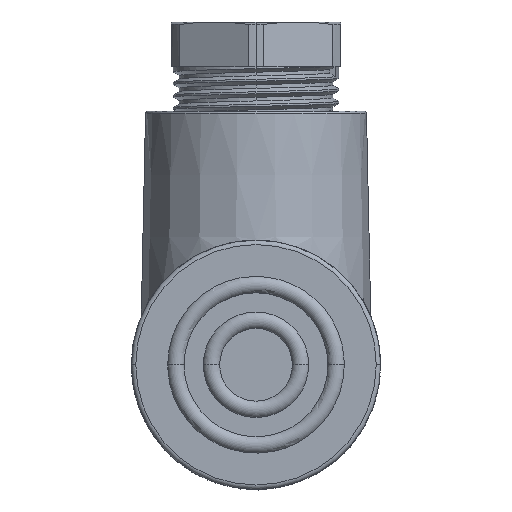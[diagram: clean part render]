
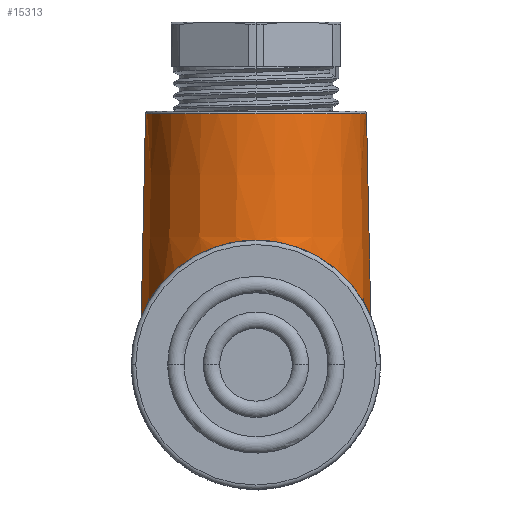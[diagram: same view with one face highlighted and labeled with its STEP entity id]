
A CAD part, top view. The second image highlights one B-rep face of the part: STEP entity #15313.
In plain terms, the highlighted conical face has half-angle 1.206 degrees and reference radius 13 mm.
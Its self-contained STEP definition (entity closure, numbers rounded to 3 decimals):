
#15235=AXIS2_PLACEMENT_3D('Cone Axis2P3D',#15232,#15233,#15234) ;
#15246=AXIS2_PLACEMENT_3D('Circle Axis2P3D',#15244,#15245,$) ;
#14900=CARTESIAN_POINT('Vertex',(3.6,21.8,64.523)) ;
#14904=CARTESIAN_POINT('Control Point',(3.6,21.8,64.523)) ;
#14905=CARTESIAN_POINT('Control Point',(2.844,20.792,63.514)) ;
#14906=CARTESIAN_POINT('Control Point',(2.235,19.726,62.453)) ;
#14907=CARTESIAN_POINT('Control Point',(1.766,18.625,61.352)) ;
#14908=CARTESIAN_POINT('Control Point',(1.364,17.29,60.013)) ;
#14909=CARTESIAN_POINT('Control Point',(1.144,15.946,58.65)) ;
#14910=CARTESIAN_POINT('Control Point',(1.103,15.652,58.353)) ;
#14911=CARTESIAN_POINT('Control Point',(1.066,15.332,58.026)) ;
#14912=CARTESIAN_POINT('Control Point',(1.039,15.017,57.693)) ;
#14913=CARTESIAN_POINT('Control Point',(1.032,14.918,57.589)) ;
#14914=CARTESIAN_POINT('Control Point',(1.025,14.818,57.476)) ;
#14915=CARTESIAN_POINT('Control Point',(1.02,14.725,57.359)) ;
#14916=CARTESIAN_POINT('Vertex',(1.02,14.725,57.359)) ;
#14920=CARTESIAN_POINT('Control Point',(1.02,14.725,57.359)) ;
#14921=CARTESIAN_POINT('Control Point',(1.016,14.641,57.254)) ;
#14922=CARTESIAN_POINT('Control Point',(1.012,14.564,57.13)) ;
#14923=CARTESIAN_POINT('Control Point',(1.012,14.556,57.)) ;
#14924=CARTESIAN_POINT('Vertex',(1.012,14.556,57.)) ;
#15047=CARTESIAN_POINT('Vertex',(26.988,14.547,57.)) ;
#15051=CARTESIAN_POINT('Control Point',(26.988,14.547,57.)) ;
#15052=CARTESIAN_POINT('Control Point',(26.989,14.546,57.125)) ;
#15053=CARTESIAN_POINT('Control Point',(26.986,14.618,57.244)) ;
#15054=CARTESIAN_POINT('Control Point',(26.981,14.707,57.34)) ;
#15055=CARTESIAN_POINT('Control Point',(26.976,14.789,57.436)) ;
#15056=CARTESIAN_POINT('Vertex',(26.976,14.789,57.436)) ;
#15060=CARTESIAN_POINT('Control Point',(26.976,14.789,57.436)) ;
#15061=CARTESIAN_POINT('Control Point',(26.964,14.981,57.663)) ;
#15062=CARTESIAN_POINT('Control Point',(26.948,15.188,57.876)) ;
#15063=CARTESIAN_POINT('Control Point',(26.928,15.394,58.089)) ;
#15064=CARTESIAN_POINT('Control Point',(26.881,15.783,58.486)) ;
#15065=CARTESIAN_POINT('Control Point',(26.819,16.172,58.879)) ;
#15066=CARTESIAN_POINT('Control Point',(26.789,16.341,59.05)) ;
#15067=CARTESIAN_POINT('Control Point',(26.727,16.663,59.376)) ;
#15068=CARTESIAN_POINT('Control Point',(26.654,16.985,59.701)) ;
#15069=CARTESIAN_POINT('Control Point',(26.614,17.153,59.87)) ;
#15070=CARTESIAN_POINT('Control Point',(26.333,18.228,60.953)) ;
#15071=CARTESIAN_POINT('Control Point',(25.932,19.289,62.015)) ;
#15072=CARTESIAN_POINT('Control Point',(25.512,20.155,62.88)) ;
#15073=CARTESIAN_POINT('Control Point',(25.003,20.995,63.718)) ;
#15074=CARTESIAN_POINT('Control Point',(24.4,21.8,64.523)) ;
#15075=CARTESIAN_POINT('Vertex',(24.4,21.8,64.523)) ;
#15214=CARTESIAN_POINT('Vertex',(3.6,23.372,64.467)) ;
#15218=CARTESIAN_POINT('Control Point',(3.6,23.372,64.467)) ;
#15219=CARTESIAN_POINT('Control Point',(3.6,23.058,64.478)) ;
#15220=CARTESIAN_POINT('Control Point',(3.6,22.743,64.489)) ;
#15221=CARTESIAN_POINT('Control Point',(3.6,22.429,64.501)) ;
#15222=CARTESIAN_POINT('Control Point',(3.6,22.114,64.512)) ;
#15223=CARTESIAN_POINT('Control Point',(3.6,21.8,64.523)) ;
#15232=CARTESIAN_POINT('Axis2P3D Location',(14.,14.,57.)) ;
#15237=CARTESIAN_POINT('Line Origine',(10544.484,-499566.483,57.)) ;
#15241=CARTESIAN_POINT('Vertex',(26.406,42.206,57.)) ;
#15244=CARTESIAN_POINT('Axis2P3D Location',(14.,42.206,57.)) ;
#15248=CARTESIAN_POINT('Vertex',(1.594,42.206,57.)) ;
#15251=CARTESIAN_POINT('Line Origine',(-10516.484,-499566.483,57.)) ;
#15257=CARTESIAN_POINT('Control Point',(7.896,26.599,68.177)) ;
#15258=CARTESIAN_POINT('Control Point',(6.634,25.988,67.502)) ;
#15259=CARTESIAN_POINT('Control Point',(5.473,25.216,66.642)) ;
#15260=CARTESIAN_POINT('Control Point',(4.452,24.318,65.619)) ;
#15261=CARTESIAN_POINT('Control Point',(3.6,23.372,64.467)) ;
#15262=CARTESIAN_POINT('Vertex',(7.896,26.599,68.177)) ;
#15266=CARTESIAN_POINT('Control Point',(14.017,28.,69.705)) ;
#15267=CARTESIAN_POINT('Control Point',(12.425,28.002,69.707)) ;
#15268=CARTESIAN_POINT('Control Point',(10.83,27.746,69.449)) ;
#15269=CARTESIAN_POINT('Control Point',(9.3,27.279,68.927)) ;
#15270=CARTESIAN_POINT('Control Point',(7.896,26.599,68.177)) ;
#15271=CARTESIAN_POINT('Vertex',(14.017,28.,69.705)) ;
#15275=CARTESIAN_POINT('Control Point',(20.118,26.593,68.169)) ;
#15276=CARTESIAN_POINT('Control Point',(18.719,27.272,68.919)) ;
#15277=CARTESIAN_POINT('Control Point',(17.195,27.739,69.442)) ;
#15278=CARTESIAN_POINT('Control Point',(15.605,27.998,69.703)) ;
#15279=CARTESIAN_POINT('Control Point',(14.017,28.,69.705)) ;
#15280=CARTESIAN_POINT('Vertex',(20.118,26.593,68.169)) ;
#15284=CARTESIAN_POINT('Control Point',(24.4,23.372,64.467)) ;
#15285=CARTESIAN_POINT('Control Point',(23.551,24.315,65.615)) ;
#15286=CARTESIAN_POINT('Control Point',(22.533,25.21,66.637)) ;
#15287=CARTESIAN_POINT('Control Point',(21.375,25.982,67.495)) ;
#15288=CARTESIAN_POINT('Control Point',(20.118,26.593,68.169)) ;
#15289=CARTESIAN_POINT('Vertex',(24.4,23.372,64.467)) ;
#15293=CARTESIAN_POINT('Control Point',(24.4,21.8,64.523)) ;
#15294=CARTESIAN_POINT('Control Point',(24.4,22.324,64.504)) ;
#15295=CARTESIAN_POINT('Control Point',(24.4,22.848,64.485)) ;
#15296=CARTESIAN_POINT('Control Point',(24.4,23.372,64.467)) ;
#15233=DIRECTION('Axis2P3D Direction',(0.,-1.,0.)) ;
#15234=DIRECTION('Axis2P3D XDirection',(1.,0.,0.)) ;
#15238=DIRECTION('Vector Direction',(0.021,-1.,0.)) ;
#15245=DIRECTION('Axis2P3D Direction',(0.,-1.,0.)) ;
#15252=DIRECTION('Vector Direction',(-0.021,-1.,0.)) ;
#15239=VECTOR('Line Direction',#15238,1.) ;
#15253=VECTOR('Line Direction',#15252,1.) ;
#15299=ORIENTED_EDGE('',*,*,#15243,.T.) ;
#15300=ORIENTED_EDGE('',*,*,#15250,.T.) ;
#15301=ORIENTED_EDGE('',*,*,#15255,.T.) ;
#15302=ORIENTED_EDGE('',*,*,#14926,.F.) ;
#15303=ORIENTED_EDGE('',*,*,#14918,.F.) ;
#15304=ORIENTED_EDGE('',*,*,#15224,.F.) ;
#15305=ORIENTED_EDGE('',*,*,#15264,.F.) ;
#15306=ORIENTED_EDGE('',*,*,#15273,.F.) ;
#15307=ORIENTED_EDGE('',*,*,#15282,.F.) ;
#15308=ORIENTED_EDGE('',*,*,#15291,.F.) ;
#15309=ORIENTED_EDGE('',*,*,#15297,.F.) ;
#15310=ORIENTED_EDGE('',*,*,#15077,.F.) ;
#15311=ORIENTED_EDGE('',*,*,#15058,.F.) ;
#15313=ADVANCED_FACE('Hauptk\X2\00F6\X0\rper',(#15312),#15236,.T.) ;
#14903=B_SPLINE_CURVE_WITH_KNOTS('',5,(#14904,#14905,#14906,#14907,#14908,#14909,#14910,#14911,#14912,#14913,#14914,#14915),.UNSPECIFIED.,.F.,.U.,(6,3,3,6),(0.,11.448,13.631,14.69),.UNSPECIFIED.) ;
#14919=B_SPLINE_CURVE_WITH_KNOTS('',3,(#14920,#14921,#14922,#14923),.UNSPECIFIED.,.F.,.U.,(4,4),(0.,0.566),.UNSPECIFIED.) ;
#15050=B_SPLINE_CURVE_WITH_KNOTS('',4,(#15051,#15052,#15053,#15054,#15055),.UNSPECIFIED.,.F.,.U.,(5,5),(0.063,0.78),.UNSPECIFIED.) ;
#15059=B_SPLINE_CURVE_WITH_KNOTS('',5,(#15060,#15061,#15062,#15063,#15064,#15065,#15066,#15067,#15068,#15069,#15070,#15071,#15072,#15073,#15074),.UNSPECIFIED.,.F.,.U.,(6,3,3,3,6),(0.,2.107,3.954,5.801,14.985),.UNSPECIFIED.) ;
#15217=B_SPLINE_CURVE_WITH_KNOTS('',5,(#15218,#15219,#15220,#15221,#15222,#15223),.UNSPECIFIED.,.F.,.U.,(6,6),(0.,2.225),.UNSPECIFIED.) ;
#15256=B_SPLINE_CURVE_WITH_KNOTS('',4,(#15257,#15258,#15259,#15260,#15261),.UNSPECIFIED.,.F.,.U.,(5,5),(0.,45.454),.UNSPECIFIED.) ;
#15265=B_SPLINE_CURVE_WITH_KNOTS('',4,(#15266,#15267,#15268,#15269,#15270),.UNSPECIFIED.,.F.,.U.,(5,5),(0.,50.553),.UNSPECIFIED.) ;
#15274=B_SPLINE_CURVE_WITH_KNOTS('',4,(#15275,#15276,#15277,#15278,#15279),.UNSPECIFIED.,.F.,.U.,(5,5),(0.,50.41),.UNSPECIFIED.) ;
#15283=B_SPLINE_CURVE_WITH_KNOTS('',4,(#15284,#15285,#15286,#15287,#15288),.UNSPECIFIED.,.F.,.U.,(5,5),(0.,45.321),.UNSPECIFIED.) ;
#15292=B_SPLINE_CURVE_WITH_KNOTS('',3,(#15293,#15294,#15295,#15296),.UNSPECIFIED.,.F.,.U.,(4,4),(0.,2.253),.UNSPECIFIED.) ;
#15247=CIRCLE('generated circle',#15246,12.406) ;
#15236=CONICAL_SURFACE('Cone',#15235,13.,0.021) ;
#14918=EDGE_CURVE('',#14901,#14917,#14903,.T.) ;
#14926=EDGE_CURVE('',#14917,#14925,#14919,.T.) ;
#15058=EDGE_CURVE('',#15048,#15057,#15050,.T.) ;
#15077=EDGE_CURVE('',#15057,#15076,#15059,.T.) ;
#15224=EDGE_CURVE('',#15215,#14901,#15217,.T.) ;
#15243=EDGE_CURVE('',#15048,#15242,#15240,.F.) ;
#15250=EDGE_CURVE('',#15242,#15249,#15247,.T.) ;
#15255=EDGE_CURVE('',#15249,#14925,#15254,.T.) ;
#15264=EDGE_CURVE('',#15263,#15215,#15256,.T.) ;
#15273=EDGE_CURVE('',#15272,#15263,#15265,.T.) ;
#15282=EDGE_CURVE('',#15281,#15272,#15274,.T.) ;
#15291=EDGE_CURVE('',#15290,#15281,#15283,.T.) ;
#15297=EDGE_CURVE('',#15076,#15290,#15292,.T.) ;
#15298=EDGE_LOOP('',(#15299,#15300,#15301,#15302,#15303,#15304,#15305,#15306,#15307,#15308,#15309,#15310,#15311)) ;
#15312=FACE_OUTER_BOUND('',#15298,.T.) ;
#15240=LINE('Line',#15237,#15239) ;
#15254=LINE('Line',#15251,#15253) ;
#14901=VERTEX_POINT('',#14900) ;
#14917=VERTEX_POINT('',#14916) ;
#14925=VERTEX_POINT('',#14924) ;
#15048=VERTEX_POINT('',#15047) ;
#15057=VERTEX_POINT('',#15056) ;
#15076=VERTEX_POINT('',#15075) ;
#15215=VERTEX_POINT('',#15214) ;
#15242=VERTEX_POINT('',#15241) ;
#15249=VERTEX_POINT('',#15248) ;
#15263=VERTEX_POINT('',#15262) ;
#15272=VERTEX_POINT('',#15271) ;
#15281=VERTEX_POINT('',#15280) ;
#15290=VERTEX_POINT('',#15289) ;
